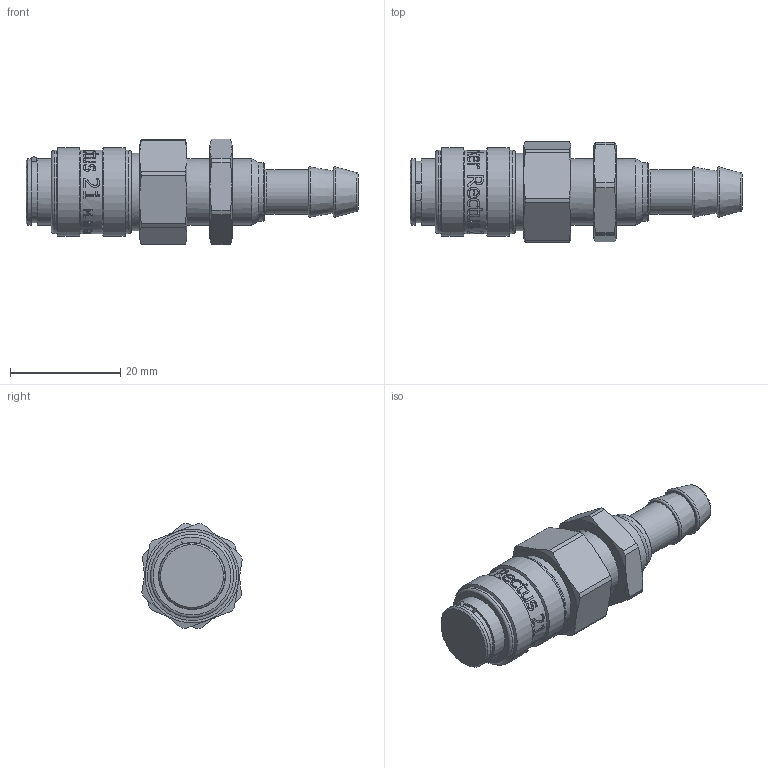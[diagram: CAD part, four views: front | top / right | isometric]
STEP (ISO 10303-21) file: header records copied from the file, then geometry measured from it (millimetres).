
FILE_DESCRIPTION((''),'2;1');
FILE_NAME('21kats08mpn.stp','2012-09-20T14:29:41',('IA176480'),(''),'Autodesk Inventor 2011','Autodesk Inventor 2011','');
FILE_SCHEMA(('AUTOMOTIVE_DESIGN { 1 0 10303 214 1 1 1 1 }'));
Length unit declared in the file: millimetre
Products named in the file (1): D104304
Bounding box: 60.15 x 18.21 x 19.09 mm (x, y, z)
Volume: 8327.5 mm3; surface area: 4766.7 mm2
Topology: 2 solids, 3 shells, 531 faces, 1386 edges, 909 vertices
Faces by surface type: plane 208, bspline 202, cylinder 70, cone 43, torus 8
Full cylindrical faces by diameter (mm): 8.05 x1, 10.6 x1, 11.15 x1, 11.24 x1, 11.4 x1, 12 x5, 12.15 x2, 14 x3, 15.1 x3, 16.15 x2
Entity records: 69294 total; most frequent: CARTESIAN_POINT 57664, ORIENTED_EDGE 2652, DIRECTION 1557, EDGE_CURVE 1326, VERTEX_POINT 897, EDGE_LOOP 631, B_SPLINE_CURVE_WITH_KNOTS 580, FACE_OUTER_BOUND 531
